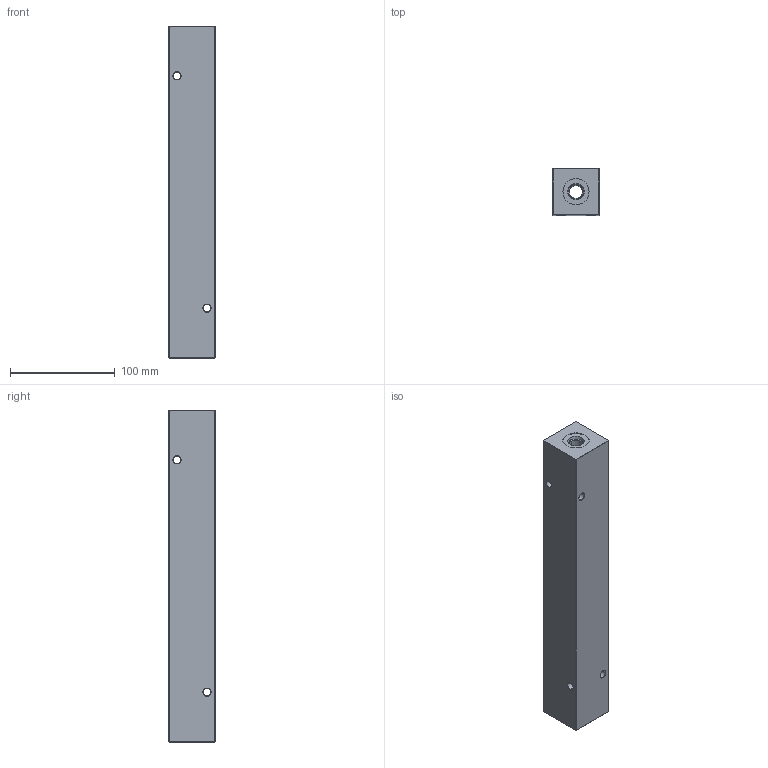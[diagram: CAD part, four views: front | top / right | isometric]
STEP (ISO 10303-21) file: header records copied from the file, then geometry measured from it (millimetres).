
FILE_DESCRIPTION (( 'STEP AP203' ), '1' );
FILE_NAME ('HM-7-0-S-6-4.STEP', '2020-09-28T21:56:48', ( '' ), ( '' ), 'SwSTEP 2.0', 'SolidWorks 2019', '' );
FILE_SCHEMA (( 'CONFIG_CONTROL_DESIGN' ));
Length unit declared in the file: inch
Products named in the file (1): HM-7-0-S-6-4
Bounding box: 44.45 x 44.45 x 317.5 mm (x, y, z)
Volume: 568627.9 mm3; surface area: 78754.2 mm2
Topology: 1 solids, 1 shells, 556 faces, 1421 edges, 908 vertices
Faces by surface type: plane 241, bspline 177, cone 70, cylinder 68
Entity records: 25476 total; most frequent: CARTESIAN_POINT 13105, ORIENTED_EDGE 2842, DIRECTION 1947, EDGE_CURVE 1421, VERTEX_POINT 908, LINE 859, VECTOR 859, EDGE_LOOP 625
